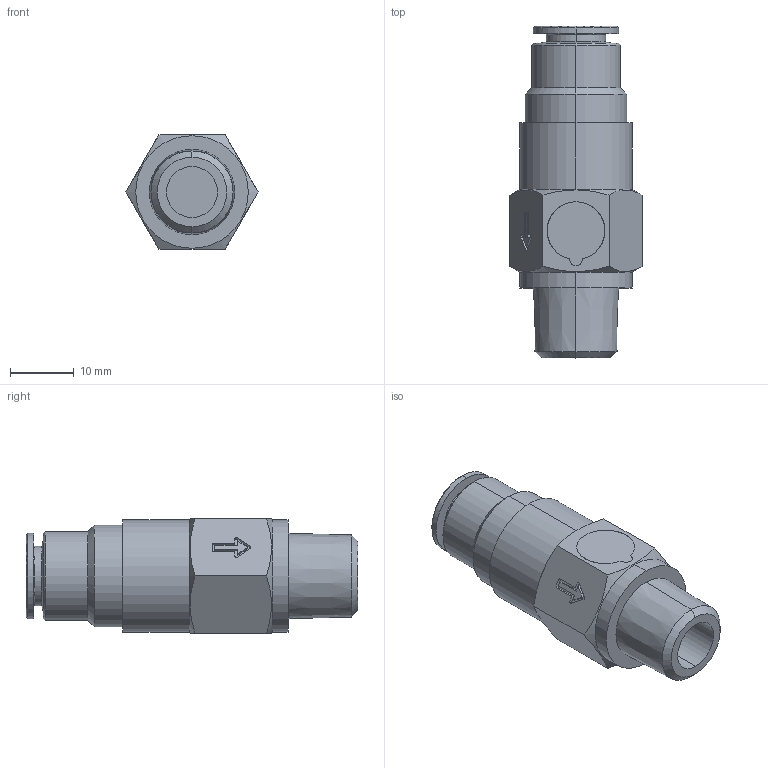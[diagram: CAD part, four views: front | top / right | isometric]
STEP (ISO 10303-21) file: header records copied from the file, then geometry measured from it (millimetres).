
FILE_DESCRIPTION (( 'STEP AP203' ), '1' );
FILE_NAME ('04120042.STEP', '2011-06-20T16:28:35', ( '' ), ( 'sopra-pneumatic' ), 'SwSTEP 2.0', 'SolidWorks 2011', '' );
FILE_SCHEMA (( 'CONFIG_CONTROL_DESIGN' ));
Length unit declared in the file: millimetre
Products named in the file (1): 04120042
Bounding box: 20.78 x 52.2 x 18 mm (x, y, z)
Volume: 9604.5 mm3; surface area: 4285.6 mm2
Topology: 2 solids, 2 shells, 94 faces, 221 edges, 142 vertices
Faces by surface type: cylinder 38, plane 36, cone 20
Entity records: 2984 total; most frequent: CARTESIAN_POINT 725, DIRECTION 465, ORIENTED_EDGE 442, EDGE_CURVE 221, AXIS2_PLACEMENT_3D 178, VERTEX_POINT 142, VECTOR 109, LINE 109
